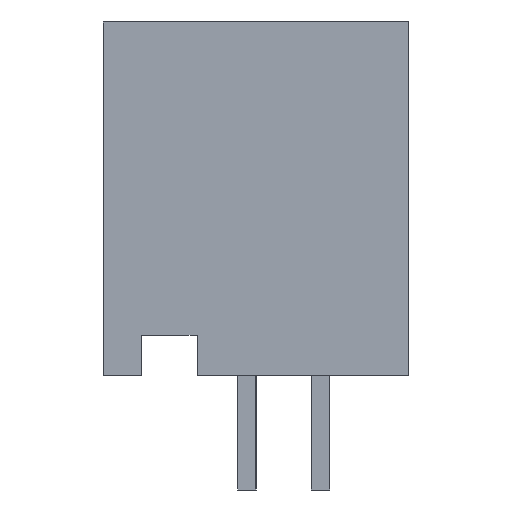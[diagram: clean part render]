
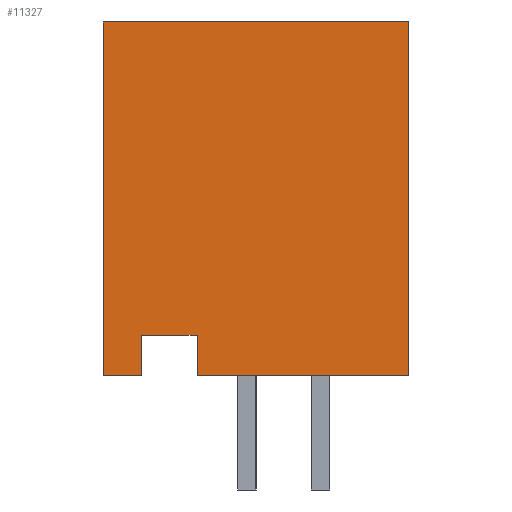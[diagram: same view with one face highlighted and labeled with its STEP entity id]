
A CAD part, left-side view. The second image highlights one B-rep face of the part: STEP entity #11327.
In plain terms, the highlighted planar face has unit normal (-1, 0, 0).
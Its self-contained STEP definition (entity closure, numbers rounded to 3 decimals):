
#667 = PLANE('',#668);
#668 = AXIS2_PLACEMENT_3D('',#669,#670,#671);
#669 = CARTESIAN_POINT('',(-2.,3.9,9.6));
#670 = DIRECTION('',(0.,-1.,0.));
#671 = DIRECTION('',(0.,0.,1.));
#831 = PLANE('',#832);
#832 = AXIS2_PLACEMENT_3D('',#833,#834,#835);
#833 = CARTESIAN_POINT('',(-2.,1.35,0.));
#834 = DIRECTION('',(0.,0.,1.));
#835 = DIRECTION('',(0.,1.,0.));
#2908 = VERTEX_POINT('',#2909);
#2909 = CARTESIAN_POINT('',(-2.,-4.4,0.));
#2923 = PLANE('',#2924);
#2924 = AXIS2_PLACEMENT_3D('',#2925,#2926,#2927);
#2925 = CARTESIAN_POINT('',(-2.,-4.4,9.6));
#2926 = DIRECTION('',(0.,1.,0.));
#2927 = DIRECTION('',(-1.,0.,0.));
#2935 = EDGE_CURVE('',#2936,#2908,#2938,.T.);
#2936 = VERTEX_POINT('',#2937);
#2937 = CARTESIAN_POINT('',(-2.,1.35,0.));
#2938 = SURFACE_CURVE('',#2939,(#2943,#2950),.PCURVE_S1.);
#2939 = LINE('',#2940,#2941);
#2940 = CARTESIAN_POINT('',(-2.,1.35,0.));
#2941 = VECTOR('',#2942,1.);
#2942 = DIRECTION('',(0.,-1.,0.));
#2943 = PCURVE('',#831,#2944);
#2944 = DEFINITIONAL_REPRESENTATION('',(#2945),#2949);
#2945 = LINE('',#2946,#2947);
#2946 = CARTESIAN_POINT('',(0.,0.));
#2947 = VECTOR('',#2948,1.);
#2948 = DIRECTION('',(-1.,0.));
#2949 = ( GEOMETRIC_REPRESENTATION_CONTEXT(2) 
PARAMETRIC_REPRESENTATION_CONTEXT() REPRESENTATION_CONTEXT('2D SPACE',''
  ) );
#2950 = PCURVE('',#2951,#2956);
#2951 = PLANE('',#2952);
#2952 = AXIS2_PLACEMENT_3D('',#2953,#2954,#2955);
#2953 = CARTESIAN_POINT('',(-2.,3.9,9.6));
#2954 = DIRECTION('',(-1.,0.,0.));
#2955 = DIRECTION('',(0.,-1.,0.));
#2956 = DEFINITIONAL_REPRESENTATION('',(#2957),#2961);
#2957 = LINE('',#2958,#2959);
#2958 = CARTESIAN_POINT('',(2.55,-9.6));
#2959 = VECTOR('',#2960,1.);
#2960 = DIRECTION('',(1.,0.));
#2961 = ( GEOMETRIC_REPRESENTATION_CONTEXT(2) 
PARAMETRIC_REPRESENTATION_CONTEXT() REPRESENTATION_CONTEXT('2D SPACE',''
  ) );
#2977 = PLANE('',#2978);
#2978 = AXIS2_PLACEMENT_3D('',#2979,#2980,#2981);
#2979 = CARTESIAN_POINT('',(-2.,1.35,0.));
#2980 = DIRECTION('',(0.,-1.,0.));
#2981 = DIRECTION('',(1.,0.,0.));
#9658 = PLANE('',#9659);
#9659 = AXIS2_PLACEMENT_3D('',#9660,#9661,#9662);
#9660 = CARTESIAN_POINT('',(-2.,3.9,9.6));
#9661 = DIRECTION('',(0.,0.,-1.));
#9662 = DIRECTION('',(0.,-1.,0.));
#9706 = VERTEX_POINT('',#9707);
#9707 = CARTESIAN_POINT('',(-2.,3.9,9.6));
#9728 = EDGE_CURVE('',#9729,#9706,#9731,.T.);
#9729 = VERTEX_POINT('',#9730);
#9730 = CARTESIAN_POINT('',(-2.,-4.4,9.6));
#9731 = SURFACE_CURVE('',#9732,(#9736,#9743),.PCURVE_S1.);
#9732 = LINE('',#9733,#9734);
#9733 = CARTESIAN_POINT('',(-2.,3.9,9.6));
#9734 = VECTOR('',#9735,1.);
#9735 = DIRECTION('',(0.,1.,0.));
#9736 = PCURVE('',#9658,#9737);
#9737 = DEFINITIONAL_REPRESENTATION('',(#9738),#9742);
#9738 = LINE('',#9739,#9740);
#9739 = CARTESIAN_POINT('',(0.,0.));
#9740 = VECTOR('',#9741,1.);
#9741 = DIRECTION('',(-1.,0.));
#9742 = ( GEOMETRIC_REPRESENTATION_CONTEXT(2) 
PARAMETRIC_REPRESENTATION_CONTEXT() REPRESENTATION_CONTEXT('2D SPACE',''
  ) );
#9743 = PCURVE('',#2951,#9744);
#9744 = DEFINITIONAL_REPRESENTATION('',(#9745),#9749);
#9745 = LINE('',#9746,#9747);
#9746 = CARTESIAN_POINT('',(0.,0.));
#9747 = VECTOR('',#9748,1.);
#9748 = DIRECTION('',(-1.,0.));
#9749 = ( GEOMETRIC_REPRESENTATION_CONTEXT(2) 
PARAMETRIC_REPRESENTATION_CONTEXT() REPRESENTATION_CONTEXT('2D SPACE',''
  ) );
#10712 = VERTEX_POINT('',#10713);
#10713 = CARTESIAN_POINT('',(-2.,3.9,0.));
#10727 = PLANE('',#10728);
#10728 = AXIS2_PLACEMENT_3D('',#10729,#10730,#10731);
#10729 = CARTESIAN_POINT('',(-2.,3.9,0.));
#10730 = DIRECTION('',(0.,0.,1.));
#10731 = DIRECTION('',(0.,1.,0.));
#10739 = EDGE_CURVE('',#9706,#10712,#10740,.T.);
#10740 = SURFACE_CURVE('',#10741,(#10745,#10752),.PCURVE_S1.);
#10741 = LINE('',#10742,#10743);
#10742 = CARTESIAN_POINT('',(-2.,3.9,9.6));
#10743 = VECTOR('',#10744,1.);
#10744 = DIRECTION('',(0.,0.,-1.));
#10745 = PCURVE('',#667,#10746);
#10746 = DEFINITIONAL_REPRESENTATION('',(#10747),#10751);
#10747 = LINE('',#10748,#10749);
#10748 = CARTESIAN_POINT('',(0.,0.));
#10749 = VECTOR('',#10750,1.);
#10750 = DIRECTION('',(-1.,0.));
#10751 = ( GEOMETRIC_REPRESENTATION_CONTEXT(2) 
PARAMETRIC_REPRESENTATION_CONTEXT() REPRESENTATION_CONTEXT('2D SPACE',''
  ) );
#10752 = PCURVE('',#2951,#10753);
#10753 = DEFINITIONAL_REPRESENTATION('',(#10754),#10758);
#10754 = LINE('',#10755,#10756);
#10755 = CARTESIAN_POINT('',(0.,0.));
#10756 = VECTOR('',#10757,1.);
#10757 = DIRECTION('',(0.,-1.));
#10758 = ( GEOMETRIC_REPRESENTATION_CONTEXT(2) 
PARAMETRIC_REPRESENTATION_CONTEXT() REPRESENTATION_CONTEXT('2D SPACE',''
  ) );
#10809 = VERTEX_POINT('',#10810);
#10810 = CARTESIAN_POINT('',(-2.,2.85,0.));
#10824 = PLANE('',#10825);
#10825 = AXIS2_PLACEMENT_3D('',#10826,#10827,#10828);
#10826 = CARTESIAN_POINT('',(-2.,2.85,0.));
#10827 = DIRECTION('',(0.,1.,0.));
#10828 = DIRECTION('',(-1.,0.,0.));
#10836 = EDGE_CURVE('',#10712,#10809,#10837,.T.);
#10837 = SURFACE_CURVE('',#10838,(#10842,#10849),.PCURVE_S1.);
#10838 = LINE('',#10839,#10840);
#10839 = CARTESIAN_POINT('',(-2.,3.9,0.));
#10840 = VECTOR('',#10841,1.);
#10841 = DIRECTION('',(0.,-1.,0.));
#10842 = PCURVE('',#10727,#10843);
#10843 = DEFINITIONAL_REPRESENTATION('',(#10844),#10848);
#10844 = LINE('',#10845,#10846);
#10845 = CARTESIAN_POINT('',(0.,0.));
#10846 = VECTOR('',#10847,1.);
#10847 = DIRECTION('',(-1.,0.));
#10848 = ( GEOMETRIC_REPRESENTATION_CONTEXT(2) 
PARAMETRIC_REPRESENTATION_CONTEXT() REPRESENTATION_CONTEXT('2D SPACE',''
  ) );
#10849 = PCURVE('',#2951,#10850);
#10850 = DEFINITIONAL_REPRESENTATION('',(#10851),#10855);
#10851 = LINE('',#10852,#10853);
#10852 = CARTESIAN_POINT('',(0.,-9.6));
#10853 = VECTOR('',#10854,1.);
#10854 = DIRECTION('',(1.,0.));
#10855 = ( GEOMETRIC_REPRESENTATION_CONTEXT(2) 
PARAMETRIC_REPRESENTATION_CONTEXT() REPRESENTATION_CONTEXT('2D SPACE',''
  ) );
#10885 = VERTEX_POINT('',#10886);
#10886 = CARTESIAN_POINT('',(-2.,2.85,1.1));
#10900 = PLANE('',#10901);
#10901 = AXIS2_PLACEMENT_3D('',#10902,#10903,#10904);
#10902 = CARTESIAN_POINT('',(-2.,2.85,1.1));
#10903 = DIRECTION('',(0.,0.,1.));
#10904 = DIRECTION('',(0.,1.,0.));
#10912 = EDGE_CURVE('',#10809,#10885,#10913,.T.);
#10913 = SURFACE_CURVE('',#10914,(#10918,#10925),.PCURVE_S1.);
#10914 = LINE('',#10915,#10916);
#10915 = CARTESIAN_POINT('',(-2.,2.85,0.));
#10916 = VECTOR('',#10917,1.);
#10917 = DIRECTION('',(0.,0.,1.));
#10918 = PCURVE('',#10824,#10919);
#10919 = DEFINITIONAL_REPRESENTATION('',(#10920),#10924);
#10920 = LINE('',#10921,#10922);
#10921 = CARTESIAN_POINT('',(0.,0.));
#10922 = VECTOR('',#10923,1.);
#10923 = DIRECTION('',(0.,1.));
#10924 = ( GEOMETRIC_REPRESENTATION_CONTEXT(2) 
PARAMETRIC_REPRESENTATION_CONTEXT() REPRESENTATION_CONTEXT('2D SPACE',''
  ) );
#10925 = PCURVE('',#2951,#10926);
#10926 = DEFINITIONAL_REPRESENTATION('',(#10927),#10931);
#10927 = LINE('',#10928,#10929);
#10928 = CARTESIAN_POINT('',(1.05,-9.6));
#10929 = VECTOR('',#10930,1.);
#10930 = DIRECTION('',(0.,1.));
#10931 = ( GEOMETRIC_REPRESENTATION_CONTEXT(2) 
PARAMETRIC_REPRESENTATION_CONTEXT() REPRESENTATION_CONTEXT('2D SPACE',''
  ) );
#10961 = VERTEX_POINT('',#10962);
#10962 = CARTESIAN_POINT('',(-2.,1.35,1.1));
#10983 = EDGE_CURVE('',#10885,#10961,#10984,.T.);
#10984 = SURFACE_CURVE('',#10985,(#10989,#10996),.PCURVE_S1.);
#10985 = LINE('',#10986,#10987);
#10986 = CARTESIAN_POINT('',(-2.,2.85,1.1));
#10987 = VECTOR('',#10988,1.);
#10988 = DIRECTION('',(0.,-1.,0.));
#10989 = PCURVE('',#10900,#10990);
#10990 = DEFINITIONAL_REPRESENTATION('',(#10991),#10995);
#10991 = LINE('',#10992,#10993);
#10992 = CARTESIAN_POINT('',(0.,0.));
#10993 = VECTOR('',#10994,1.);
#10994 = DIRECTION('',(-1.,0.));
#10995 = ( GEOMETRIC_REPRESENTATION_CONTEXT(2) 
PARAMETRIC_REPRESENTATION_CONTEXT() REPRESENTATION_CONTEXT('2D SPACE',''
  ) );
#10996 = PCURVE('',#2951,#10997);
#10997 = DEFINITIONAL_REPRESENTATION('',(#10998),#11002);
#10998 = LINE('',#10999,#11000);
#10999 = CARTESIAN_POINT('',(1.05,-8.5));
#11000 = VECTOR('',#11001,1.);
#11001 = DIRECTION('',(1.,0.));
#11002 = ( GEOMETRIC_REPRESENTATION_CONTEXT(2) 
PARAMETRIC_REPRESENTATION_CONTEXT() REPRESENTATION_CONTEXT('2D SPACE',''
  ) );
#11030 = EDGE_CURVE('',#10961,#2936,#11031,.T.);
#11031 = SURFACE_CURVE('',#11032,(#11036,#11043),.PCURVE_S1.);
#11032 = LINE('',#11033,#11034);
#11033 = CARTESIAN_POINT('',(-2.,1.35,0.));
#11034 = VECTOR('',#11035,1.);
#11035 = DIRECTION('',(0.,0.,-1.));
#11036 = PCURVE('',#2977,#11037);
#11037 = DEFINITIONAL_REPRESENTATION('',(#11038),#11042);
#11038 = LINE('',#11039,#11040);
#11039 = CARTESIAN_POINT('',(0.,0.));
#11040 = VECTOR('',#11041,1.);
#11041 = DIRECTION('',(0.,-1.));
#11042 = ( GEOMETRIC_REPRESENTATION_CONTEXT(2) 
PARAMETRIC_REPRESENTATION_CONTEXT() REPRESENTATION_CONTEXT('2D SPACE',''
  ) );
#11043 = PCURVE('',#2951,#11044);
#11044 = DEFINITIONAL_REPRESENTATION('',(#11045),#11049);
#11045 = LINE('',#11046,#11047);
#11046 = CARTESIAN_POINT('',(2.55,-9.6));
#11047 = VECTOR('',#11048,1.);
#11048 = DIRECTION('',(0.,-1.));
#11049 = ( GEOMETRIC_REPRESENTATION_CONTEXT(2) 
PARAMETRIC_REPRESENTATION_CONTEXT() REPRESENTATION_CONTEXT('2D SPACE',''
  ) );
#11102 = EDGE_CURVE('',#2908,#9729,#11103,.T.);
#11103 = SURFACE_CURVE('',#11104,(#11108,#11115),.PCURVE_S1.);
#11104 = LINE('',#11105,#11106);
#11105 = CARTESIAN_POINT('',(-2.,-4.4,9.6));
#11106 = VECTOR('',#11107,1.);
#11107 = DIRECTION('',(0.,0.,1.));
#11108 = PCURVE('',#2923,#11109);
#11109 = DEFINITIONAL_REPRESENTATION('',(#11110),#11114);
#11110 = LINE('',#11111,#11112);
#11111 = CARTESIAN_POINT('',(0.,0.));
#11112 = VECTOR('',#11113,1.);
#11113 = DIRECTION('',(0.,1.));
#11114 = ( GEOMETRIC_REPRESENTATION_CONTEXT(2) 
PARAMETRIC_REPRESENTATION_CONTEXT() REPRESENTATION_CONTEXT('2D SPACE',''
  ) );
#11115 = PCURVE('',#2951,#11116);
#11116 = DEFINITIONAL_REPRESENTATION('',(#11117),#11121);
#11117 = LINE('',#11118,#11119);
#11118 = CARTESIAN_POINT('',(8.3,0.));
#11119 = VECTOR('',#11120,1.);
#11120 = DIRECTION('',(0.,1.));
#11121 = ( GEOMETRIC_REPRESENTATION_CONTEXT(2) 
PARAMETRIC_REPRESENTATION_CONTEXT() REPRESENTATION_CONTEXT('2D SPACE',''
  ) );
#11327 = ADVANCED_FACE('',(#11328),#2951,.T.);
#11328 = FACE_BOUND('',#11329,.T.);
#11329 = EDGE_LOOP('',(#11330,#11331,#11332,#11333,#11334,#11335,#11336,
    #11337));
#11330 = ORIENTED_EDGE('',*,*,#10739,.T.);
#11331 = ORIENTED_EDGE('',*,*,#10836,.T.);
#11332 = ORIENTED_EDGE('',*,*,#10912,.T.);
#11333 = ORIENTED_EDGE('',*,*,#10983,.T.);
#11334 = ORIENTED_EDGE('',*,*,#11030,.T.);
#11335 = ORIENTED_EDGE('',*,*,#2935,.T.);
#11336 = ORIENTED_EDGE('',*,*,#11102,.T.);
#11337 = ORIENTED_EDGE('',*,*,#9728,.T.);
